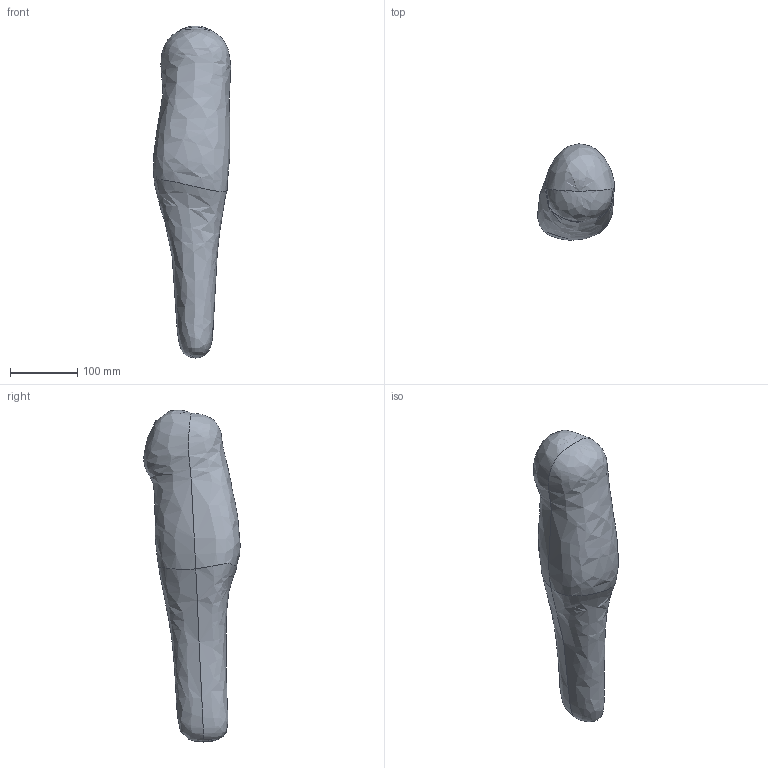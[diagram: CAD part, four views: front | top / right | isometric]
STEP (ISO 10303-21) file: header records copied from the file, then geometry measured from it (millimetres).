
FILE_DESCRIPTION (( 'STEP AP203' ), '1' );
FILE_NAME ('Mirrorr_calf_new_Default_sldprt.STEP', '2020-01-15T12:28:25', ( '' ), ( '' ), 'SwSTEP 2.0', 'SolidWorks 2017', '' );
FILE_SCHEMA (( 'CONFIG_CONTROL_DESIGN' ));
Length unit declared in the file: millimetre
Products named in the file (1): Mirrorr_calf_new_Default_sldprt
Bounding box: 115.33 x 143.47 x 494.61 mm (x, y, z)
Volume: 3442168 mm3; surface area: 153281.4 mm2
Topology: 1 solids, 1 shells, 14 faces, 44 edges, 26 vertices
Faces by surface type: cylinder 6, plane 4, bspline 4
Entity records: 950 total; most frequent: CARTESIAN_POINT 558, ORIENTED_EDGE 80, DIRECTION 43, EDGE_CURVE 40, VERTEX_POINT 26, B_SPLINE_CURVE_WITH_KNOTS 25, AXIS2_PLACEMENT_3D 17, EDGE_LOOP 14
